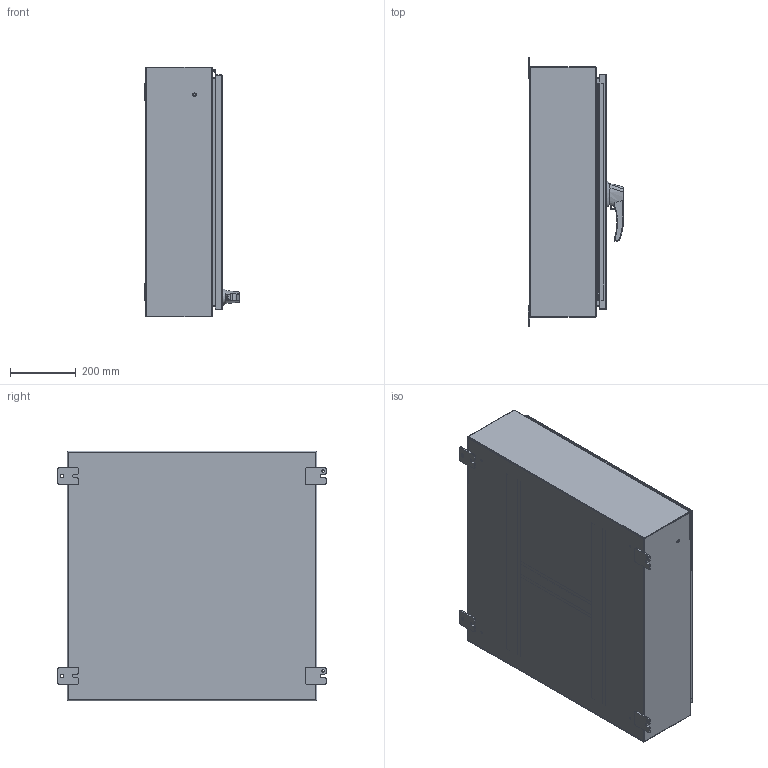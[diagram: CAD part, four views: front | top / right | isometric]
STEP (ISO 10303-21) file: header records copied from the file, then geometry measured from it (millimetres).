
FILE_DESCRIPTION (( 'STEP AP214' ), '1' );
FILE_NAME ('HW30308GYHK.STEP', '2019-08-21T19:17:35', ( '' ), ( '' ), 'SwSTEP 2.0', 'SolidWorks 2018', '' );
FILE_SCHEMA (( 'AUTOMOTIVE_DESIGN' ));
Length unit declared in the file: inch
Products named in the file (1): HW30308GYHK
Bounding box: 292.4 x 819.15 x 762 mm (x, y, z)
Volume: 4456146.4 mm3; surface area: 4586355.4 mm2
Topology: 44 solids, 45 shells, 1525 faces, 3835 edges, 2436 vertices
Faces by surface type: plane 757, cylinder 611, bspline 93, cone 64
Entity records: 103765 total; most frequent: CARTESIAN_POINT 47541, ORIENTED_EDGE 7654, DIRECTION 7218, EDGE_CURVE 3827, AXIS2_PLACEMENT_3D 2466, VERTEX_POINT 2436, VECTOR 2286, LINE 2286
